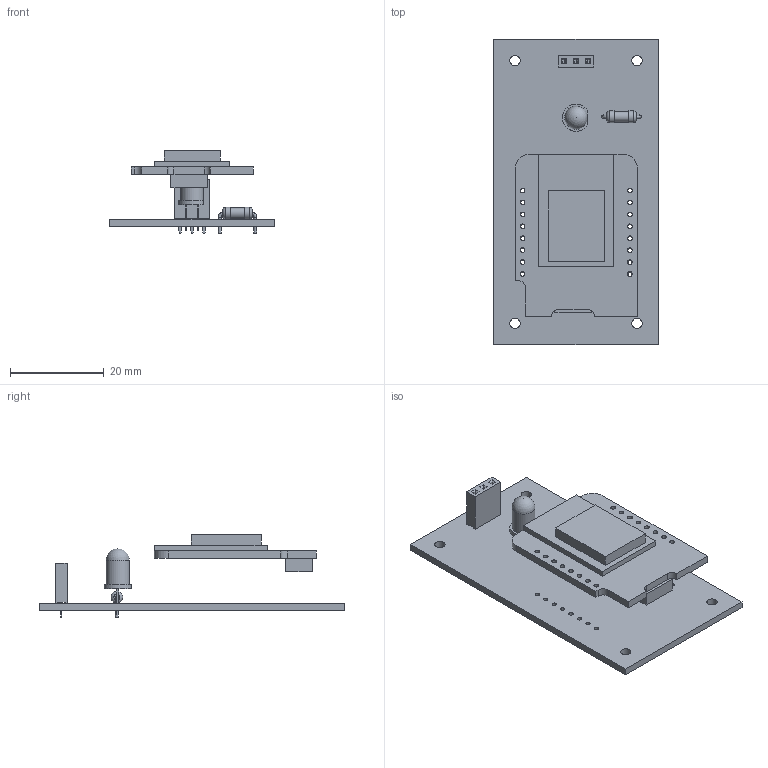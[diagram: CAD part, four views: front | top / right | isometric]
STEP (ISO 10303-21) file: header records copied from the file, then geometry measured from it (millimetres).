
FILE_DESCRIPTION(('KiCad electronic assembly'),'2;1');
FILE_NAME('IRsend.step','2025-03-26T20:20:32',('Pcbnew'),('Kicad'), 'Open CASCADE STEP processor 7.8','KiCad to STEP converter','Unknown' );
FILE_SCHEMA(('AUTOMOTIVE_DESIGN { 1 0 10303 214 1 1 1 1 }'));
Length unit declared in the file: millimetre
Products named in the file (6): IRsend 1; WEMOS_D1_mini_light; R_Axial_DIN0207_L6.3mm_D2.5mm_P7.62mm_Horizontal; LED_D5.0mm; PinSocket_1x03_P2.54mm_Vertical; IRsend_PCB
Assembly tree (5 placements, depth 2):
  IRsend 1
    WEMOS_D1_mini_light
    R_Axial_DIN0207_L6.3mm_D2.5mm_P7.62mm_Horizontal
    LED_D5.0mm
    PinSocket_1x03_P2.54mm_Vertical
    IRsend_PCB
Bounding box: 35 x 65 x 17.7 mm (x, y, z)
Volume: 6093.5 mm3; surface area: 7756.9 mm2
Topology: 5 solids, 5 shells, 201 faces, 513 edges, 335 vertices
Faces by surface type: plane 141, cylinder 55, torus 4, sphere 1
Full cylindrical faces by diameter (mm): 0.6 x2, 0.8 x2, 0.9 x18, 1 x19, 2.2 x4, 2.25 x1, 2.5 x2, 4.9 x1
Entity records: 8214 total; most frequent: CARTESIAN_POINT 1386, DIRECTION 1043, ORIENTED_EDGE 1024, EDGE_CURVE 512, LINE 391, VECTOR 391, VERTEX_POINT 335, AXIS2_PLACEMENT_3D 326
